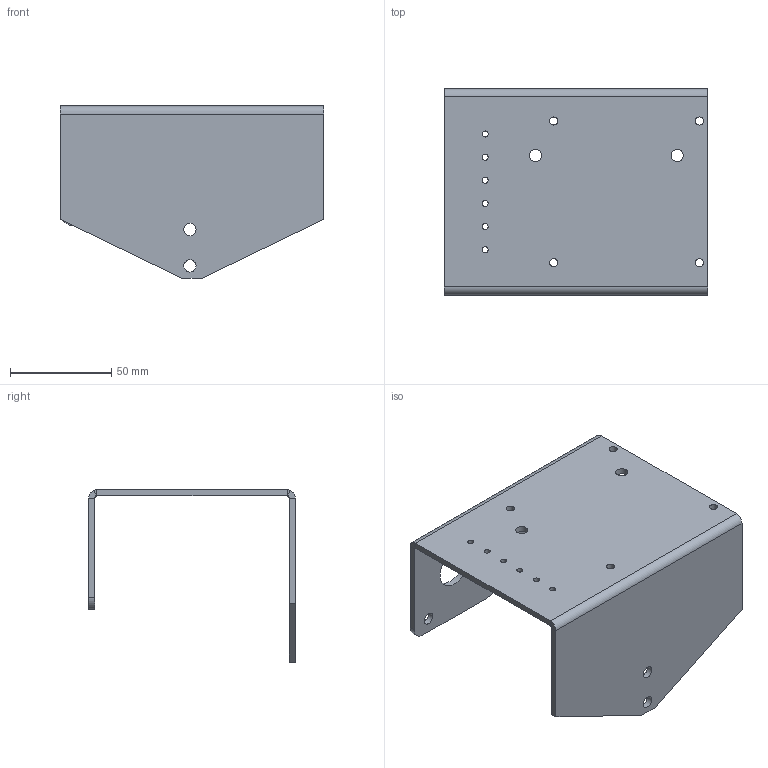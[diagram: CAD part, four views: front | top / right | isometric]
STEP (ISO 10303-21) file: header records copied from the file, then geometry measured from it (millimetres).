
FILE_DESCRIPTION(('FreeCAD Model'),'2;1');
FILE_NAME('Open CASCADE Shape Model','2022-12-06T11:29:53',(''),(''), 'Open CASCADE STEP processor 7.6','FreeCAD','Unknown');
FILE_SCHEMA(('AUTOMOTIVE_DESIGN { 1 0 10303 214 1 1 1 1 }'));
Length unit declared in the file: millimetre
Products named in the file (1): Einlass
Bounding box: 130 x 102 x 85.07 mm (x, y, z)
Volume: 84625.5 mm3; surface area: 59326.8 mm2
Topology: 1 solids, 1 shells, 49 faces, 125 edges, 78 vertices
Faces by surface type: cylinder 23, plane 18, bspline 8
Full cylindrical faces by diameter (mm): 3 x6, 4 x4, 6 x6, 20 x1
Entity records: 3260 total; most frequent: CARTESIAN_POINT 627, DIRECTION 493, LINE 263, VECTOR 263, ORIENTED_EDGE 250, PCURVE 250, DEFINITIONAL_REPRESENTATION 250, EDGE_CURVE 125
